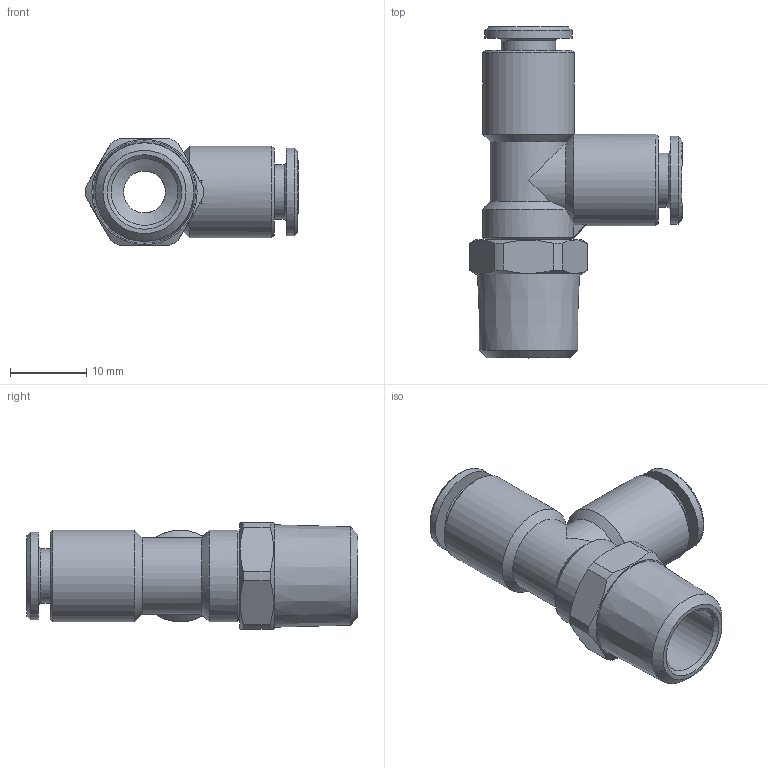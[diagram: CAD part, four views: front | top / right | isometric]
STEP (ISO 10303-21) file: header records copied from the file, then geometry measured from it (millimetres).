
FILE_DESCRIPTION(/* description */ ('STEP AP214'),/* implementation_level */ '2;1');
FILE_NAME(/* name */ 'B0130032',/* time_stamp */ '2023-03-31T08:44:20+02:00',/* author */ ('License CC BY-ND 4.0'),/* organization */ ('CADENAS'),/* preprocessor_version */ 'ST-DEVELOPER v19.3',/* originating_system */ 'PARTsolutions',/* authorisation */ ' ');
FILE_SCHEMA (('AUTOMOTIVE_DESIGN {1 0 10303 214 3 1 1}'));
Length unit declared in the file: metre
Products named in the file (2): B0130032; B0130032_PART1
Assembly tree (1 placements, depth 2):
  B0130032
    B0130032_PART1
Bounding box: 27.95 x 43.5 x 14 mm (x, y, z)
Volume: 4390 mm3; surface area: 3989.1 mm2
Topology: 1 solids, 3 shells, 289 faces, 741 edges, 491 vertices
Faces by surface type: plane 157, bspline 86, cylinder 27, cone 19
Full cylindrical faces by diameter (mm): 5.5 x2, 6.15 x2, 7.1 x2, 8.75 x1, 11.5 x2, 12 x2
Entity records: 15292 total; most frequent: CARTESIAN_POINT 6933, ORIENTED_EDGE 1412, DIRECTION 988, EDGE_CURVE 706, VERTEX_POINT 483, LINE 432, VECTOR 432, EDGE_LOOP 353
